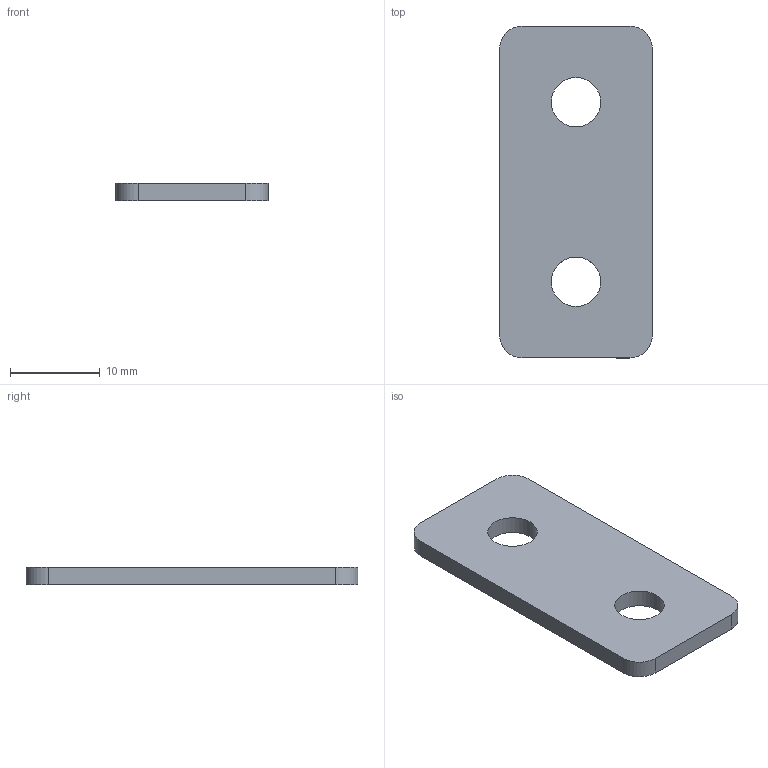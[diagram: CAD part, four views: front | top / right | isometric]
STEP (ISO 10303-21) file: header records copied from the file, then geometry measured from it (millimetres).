
FILE_DESCRIPTION (( 'STEP AP214' ), '1' );
FILE_NAME ('AL-20.2040 Ñîåäèíèòåëü 20õ40, 20 ñåðèÿ.STEP', '2022-07-14T13:35:19', ( '' ), ( '' ), 'SwSTEP 2.0', 'SolidWorks 2021', '' );
FILE_SCHEMA (( 'AUTOMOTIVE_DESIGN' ));
Length unit declared in the file: millimetre
Products named in the file (1): AL-20.2040 Ñîåäèíèòåëü 20õ40, 20 ñåðèÿ
Bounding box: 17 x 37 x 2 mm (x, y, z)
Volume: 1152.2 mm3; surface area: 1428.8 mm2
Topology: 1 solids, 1 shells, 12 faces, 30 edges, 20 vertices
Faces by surface type: cylinder 6, plane 6
Full cylindrical faces by diameter (mm): 5.5 x2
Entity records: 398 total; most frequent: DIRECTION 66, CARTESIAN_POINT 61, ORIENTED_EDGE 56, EDGE_CURVE 28, AXIS2_PLACEMENT_3D 25, VERTEX_POINT 20, EDGE_LOOP 18, VECTOR 16
